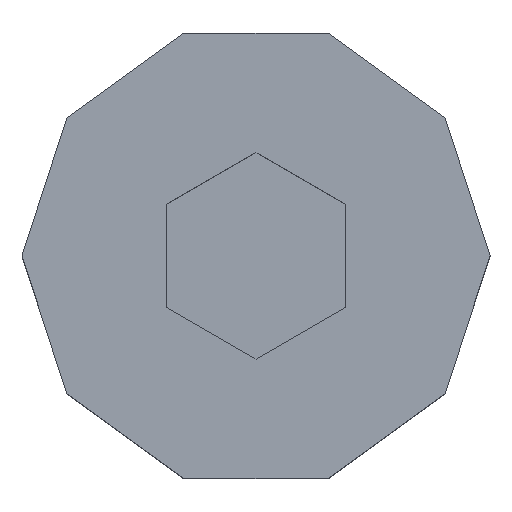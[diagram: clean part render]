
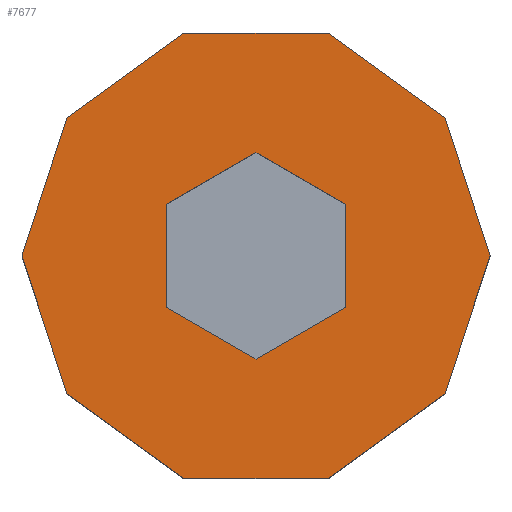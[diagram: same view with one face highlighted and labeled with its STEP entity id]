
A CAD part, top view. The second image highlights one B-rep face of the part: STEP entity #7677.
In plain terms, the highlighted planar face has unit normal (0, 0, 1).
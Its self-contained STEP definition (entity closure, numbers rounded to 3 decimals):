
#7293=CARTESIAN_POINT('Vertex',(-1.051,-3.234,3.4)) ;
#7307=CARTESIAN_POINT('Vertex',(1.051,-3.234,3.4)) ;
#7310=CARTESIAN_POINT('Line Origine',(0.,-3.234,3.4)) ;
#7338=CARTESIAN_POINT('Vertex',(2.751,-1.998,3.4)) ;
#7341=CARTESIAN_POINT('Line Origine',(1.901,-2.616,3.4)) ;
#7369=CARTESIAN_POINT('Vertex',(3.4,0.,3.4)) ;
#7372=CARTESIAN_POINT('Line Origine',(3.075,-0.999,3.4)) ;
#7400=CARTESIAN_POINT('Vertex',(2.751,1.998,3.4)) ;
#7403=CARTESIAN_POINT('Line Origine',(3.075,0.999,3.4)) ;
#7431=CARTESIAN_POINT('Vertex',(1.051,3.234,3.4)) ;
#7434=CARTESIAN_POINT('Line Origine',(1.901,2.616,3.4)) ;
#7462=CARTESIAN_POINT('Vertex',(-1.051,3.234,3.4)) ;
#7465=CARTESIAN_POINT('Line Origine',(0.,3.234,3.4)) ;
#7493=CARTESIAN_POINT('Vertex',(-2.751,1.998,3.4)) ;
#7496=CARTESIAN_POINT('Line Origine',(-1.901,2.616,3.4)) ;
#7524=CARTESIAN_POINT('Vertex',(-3.4,0.,3.4)) ;
#7527=CARTESIAN_POINT('Line Origine',(-3.075,0.999,3.4)) ;
#7555=CARTESIAN_POINT('Vertex',(-2.751,-1.998,3.4)) ;
#7558=CARTESIAN_POINT('Line Origine',(-3.075,-0.999,3.4)) ;
#7580=CARTESIAN_POINT('Line Origine',(-1.901,-2.616,3.4)) ;
#7610=CARTESIAN_POINT('Axis2P3D Location',(0.,0.,3.4)) ;
#7627=CARTESIAN_POINT('Line Origine',(0.65,-1.125,3.4)) ;
#7631=CARTESIAN_POINT('Vertex',(0.,-1.5,3.4)) ;
#7633=CARTESIAN_POINT('Vertex',(1.3,-0.749,3.4)) ;
#7636=CARTESIAN_POINT('Line Origine',(-0.65,-1.125,3.4)) ;
#7640=CARTESIAN_POINT('Vertex',(-1.299,-0.75,3.4)) ;
#7643=CARTESIAN_POINT('Line Origine',(-1.299,0.,3.4)) ;
#7647=CARTESIAN_POINT('Vertex',(-1.299,0.75,3.4)) ;
#7650=CARTESIAN_POINT('Line Origine',(-0.65,1.125,3.4)) ;
#7654=CARTESIAN_POINT('Vertex',(0.,1.5,3.4)) ;
#7657=CARTESIAN_POINT('Line Origine',(0.65,1.125,3.4)) ;
#7661=CARTESIAN_POINT('Vertex',(1.3,0.749,3.4)) ;
#7664=CARTESIAN_POINT('Line Origine',(1.3,0.,3.4)) ;
#7311=DIRECTION('Vector Direction',(1.,0.,0.)) ;
#7342=DIRECTION('Vector Direction',(0.809,0.588,0.)) ;
#7373=DIRECTION('Vector Direction',(0.309,0.951,0.)) ;
#7404=DIRECTION('Vector Direction',(-0.309,0.951,0.)) ;
#7435=DIRECTION('Vector Direction',(-0.809,0.588,0.)) ;
#7466=DIRECTION('Vector Direction',(-1.,0.,0.)) ;
#7497=DIRECTION('Vector Direction',(-0.809,-0.588,0.)) ;
#7528=DIRECTION('Vector Direction',(-0.309,-0.951,0.)) ;
#7559=DIRECTION('Vector Direction',(0.309,-0.951,0.)) ;
#7581=DIRECTION('Vector Direction',(0.809,-0.588,0.)) ;
#7611=DIRECTION('Axis2P3D Direction',(0.,0.,1.)) ;
#7612=DIRECTION('Axis2P3D XDirection',(1.,0.,0.)) ;
#7628=DIRECTION('Vector Direction',(-0.866,-0.5,0.)) ;
#7637=DIRECTION('Vector Direction',(-0.866,0.5,0.)) ;
#7644=DIRECTION('Vector Direction',(0.,1.,0.)) ;
#7651=DIRECTION('Vector Direction',(0.866,0.5,0.)) ;
#7658=DIRECTION('Vector Direction',(0.866,-0.5,0.)) ;
#7665=DIRECTION('Vector Direction',(0.,-1.,0.)) ;
#7613=AXIS2_PLACEMENT_3D('Plane Axis2P3D',#7610,#7611,#7612) ;
#7616=ORIENTED_EDGE('',*,*,#7314,.T.) ;
#7617=ORIENTED_EDGE('',*,*,#7345,.T.) ;
#7618=ORIENTED_EDGE('',*,*,#7376,.T.) ;
#7619=ORIENTED_EDGE('',*,*,#7407,.T.) ;
#7620=ORIENTED_EDGE('',*,*,#7438,.T.) ;
#7621=ORIENTED_EDGE('',*,*,#7469,.T.) ;
#7622=ORIENTED_EDGE('',*,*,#7500,.T.) ;
#7623=ORIENTED_EDGE('',*,*,#7531,.T.) ;
#7624=ORIENTED_EDGE('',*,*,#7562,.T.) ;
#7625=ORIENTED_EDGE('',*,*,#7584,.T.) ;
#7670=ORIENTED_EDGE('',*,*,#7635,.F.) ;
#7671=ORIENTED_EDGE('',*,*,#7642,.F.) ;
#7672=ORIENTED_EDGE('',*,*,#7649,.F.) ;
#7673=ORIENTED_EDGE('',*,*,#7656,.F.) ;
#7674=ORIENTED_EDGE('',*,*,#7663,.F.) ;
#7675=ORIENTED_EDGE('',*,*,#7668,.F.) ;
#7676=FACE_BOUND('',#7669,.T.) ;
#7312=VECTOR('Line Direction',#7311,1.) ;
#7343=VECTOR('Line Direction',#7342,1.) ;
#7374=VECTOR('Line Direction',#7373,1.) ;
#7405=VECTOR('Line Direction',#7404,1.) ;
#7436=VECTOR('Line Direction',#7435,1.) ;
#7467=VECTOR('Line Direction',#7466,1.) ;
#7498=VECTOR('Line Direction',#7497,1.) ;
#7529=VECTOR('Line Direction',#7528,1.) ;
#7560=VECTOR('Line Direction',#7559,1.) ;
#7582=VECTOR('Line Direction',#7581,1.) ;
#7629=VECTOR('Line Direction',#7628,1.) ;
#7638=VECTOR('Line Direction',#7637,1.) ;
#7645=VECTOR('Line Direction',#7644,1.) ;
#7652=VECTOR('Line Direction',#7651,1.) ;
#7659=VECTOR('Line Direction',#7658,1.) ;
#7666=VECTOR('Line Direction',#7665,1.) ;
#7677=ADVANCED_FACE('PartBody',(#7626,#7676),#7614,.T.) ;
#7314=EDGE_CURVE('',#7294,#7308,#7313,.T.) ;
#7345=EDGE_CURVE('',#7308,#7339,#7344,.T.) ;
#7376=EDGE_CURVE('',#7339,#7370,#7375,.T.) ;
#7407=EDGE_CURVE('',#7370,#7401,#7406,.T.) ;
#7438=EDGE_CURVE('',#7401,#7432,#7437,.T.) ;
#7469=EDGE_CURVE('',#7432,#7463,#7468,.T.) ;
#7500=EDGE_CURVE('',#7463,#7494,#7499,.T.) ;
#7531=EDGE_CURVE('',#7494,#7525,#7530,.T.) ;
#7562=EDGE_CURVE('',#7525,#7556,#7561,.T.) ;
#7584=EDGE_CURVE('',#7556,#7294,#7583,.T.) ;
#7635=EDGE_CURVE('',#7632,#7634,#7630,.F.) ;
#7642=EDGE_CURVE('',#7641,#7632,#7639,.F.) ;
#7649=EDGE_CURVE('',#7648,#7641,#7646,.F.) ;
#7656=EDGE_CURVE('',#7655,#7648,#7653,.F.) ;
#7663=EDGE_CURVE('',#7662,#7655,#7660,.F.) ;
#7668=EDGE_CURVE('',#7634,#7662,#7667,.F.) ;
#7615=EDGE_LOOP('',(#7616,#7617,#7618,#7619,#7620,#7621,#7622,#7623,#7624,#7625)) ;
#7669=EDGE_LOOP('',(#7670,#7671,#7672,#7673,#7674,#7675)) ;
#7626=FACE_OUTER_BOUND('',#7615,.T.) ;
#7313=LINE('Line',#7310,#7312) ;
#7344=LINE('Line',#7341,#7343) ;
#7375=LINE('Line',#7372,#7374) ;
#7406=LINE('Line',#7403,#7405) ;
#7437=LINE('Line',#7434,#7436) ;
#7468=LINE('Line',#7465,#7467) ;
#7499=LINE('Line',#7496,#7498) ;
#7530=LINE('Line',#7527,#7529) ;
#7561=LINE('Line',#7558,#7560) ;
#7583=LINE('Line',#7580,#7582) ;
#7630=LINE('Line',#7627,#7629) ;
#7639=LINE('Line',#7636,#7638) ;
#7646=LINE('Line',#7643,#7645) ;
#7653=LINE('Line',#7650,#7652) ;
#7660=LINE('Line',#7657,#7659) ;
#7667=LINE('Line',#7664,#7666) ;
#7614=PLANE('',#7613) ;
#7294=VERTEX_POINT('',#7293) ;
#7308=VERTEX_POINT('',#7307) ;
#7339=VERTEX_POINT('',#7338) ;
#7370=VERTEX_POINT('',#7369) ;
#7401=VERTEX_POINT('',#7400) ;
#7432=VERTEX_POINT('',#7431) ;
#7463=VERTEX_POINT('',#7462) ;
#7494=VERTEX_POINT('',#7493) ;
#7525=VERTEX_POINT('',#7524) ;
#7556=VERTEX_POINT('',#7555) ;
#7632=VERTEX_POINT('',#7631) ;
#7634=VERTEX_POINT('',#7633) ;
#7641=VERTEX_POINT('',#7640) ;
#7648=VERTEX_POINT('',#7647) ;
#7655=VERTEX_POINT('',#7654) ;
#7662=VERTEX_POINT('',#7661) ;
